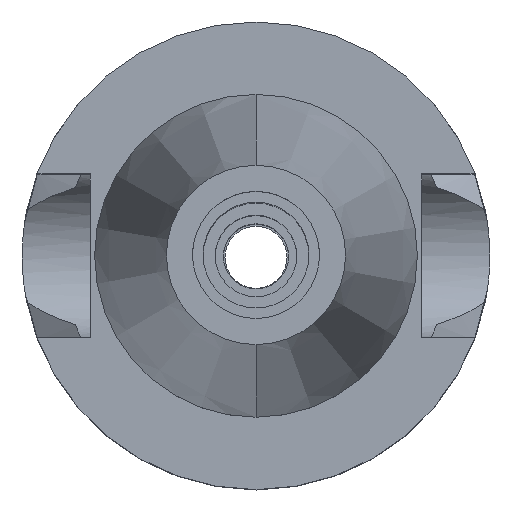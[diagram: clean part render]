
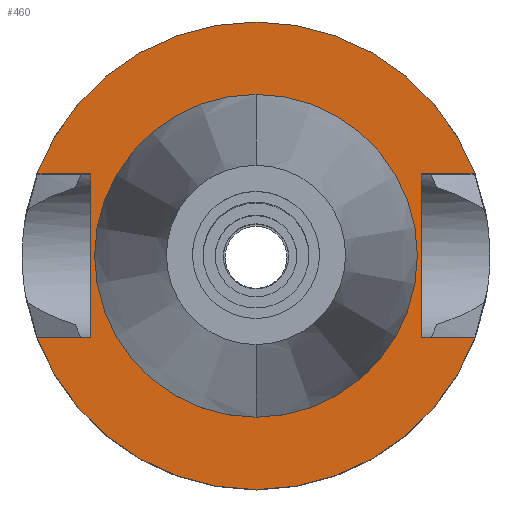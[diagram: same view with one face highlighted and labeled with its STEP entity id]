
A CAD part, top view. The second image highlights one B-rep face of the part: STEP entity #460.
In plain terms, the highlighted planar face has unit normal (0, 0, 1).
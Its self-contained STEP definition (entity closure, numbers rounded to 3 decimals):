
#7 = CIRCLE ( 'NONE', #400, 15.875 ) ;
#69 = DIRECTION ( 'NONE',  ( 0., 0., -1. ) ) ;
#131 = CARTESIAN_POINT ( 'NONE',  ( 0., 0., -1. ) ) ;
#167 = EDGE_LOOP ( 'NONE', ( #1504, #2708 ) ) ;
#197 = VERTEX_POINT ( 'NONE', #2212 ) ;
#224 = EDGE_CURVE ( 'NONE', #197, #1329, #1091, .T. ) ;
#240 = CARTESIAN_POINT ( 'NONE',  ( 0., 0., -1. ) ) ;
#243 = DIRECTION ( 'NONE',  ( 0., 1., 0. ) ) ;
#244 = ORIENTED_EDGE ( 'NONE', *, *, #726, .T. ) ;
#273 = ORIENTED_EDGE ( 'NONE', *, *, #608, .F. ) ;
#277 = LINE ( 'NONE', #2046, #1393 ) ;
#292 = VERTEX_POINT ( 'NONE', #1078 ) ;
#382 = CARTESIAN_POINT ( 'NONE',  ( -21.545, -8.05, -1. ) ) ;
#397 = DIRECTION ( 'NONE',  ( 0., -1., 0. ) ) ;
#399 = LINE ( 'NONE', #1348, #2437 ) ;
#400 = AXIS2_PLACEMENT_3D ( 'NONE', #1707, #1751, #2650 ) ;
#443 = AXIS2_PLACEMENT_3D ( 'NONE', #131, #2199, #1247 ) ;
#451 = VERTEX_POINT ( 'NONE', #532 ) ;
#460 = ADVANCED_FACE ( 'NONE', ( #2318, #508 ), #2108, .F. ) ;
#493 = CIRCLE ( 'NONE', #443, 15.875 ) ;
#508 = FACE_BOUND ( 'NONE', #167, .T. ) ;
#530 = CARTESIAN_POINT ( 'NONE',  ( -16.3, 8.05, -1. ) ) ;
#532 = CARTESIAN_POINT ( 'NONE',  ( 21.545, 8.05, -1. ) ) ;
#537 = AXIS2_PLACEMENT_3D ( 'NONE', #574, #2433, #397 ) ;
#574 = CARTESIAN_POINT ( 'NONE',  ( 0., 0., -1. ) ) ;
#608 = EDGE_CURVE ( 'NONE', #292, #1734, #1342, .T. ) ;
#684 = VERTEX_POINT ( 'NONE', #1814 ) ;
#690 = VERTEX_POINT ( 'NONE', #2021 ) ;
#726 = EDGE_CURVE ( 'NONE', #690, #451, #399, .T. ) ;
#826 = EDGE_CURVE ( 'NONE', #1329, #1409, #2567, .T. ) ;
#855 = DIRECTION ( 'NONE',  ( 1., 0., 0. ) ) ;
#866 = AXIS2_PLACEMENT_3D ( 'NONE', #240, #2551, #2000 ) ;
#988 = VERTEX_POINT ( 'NONE', #1287 ) ;
#1004 = DIRECTION ( 'NONE',  ( -1., 0., 0. ) ) ;
#1057 = ORIENTED_EDGE ( 'NONE', *, *, #1886, .F. ) ;
#1078 = CARTESIAN_POINT ( 'NONE',  ( 21.545, -8.05, -1. ) ) ;
#1088 = LINE ( 'NONE', #2245, #1817 ) ;
#1091 = LINE ( 'NONE', #1215, #1147 ) ;
#1131 = EDGE_CURVE ( 'NONE', #197, #1734, #277, .T. ) ;
#1147 = VECTOR ( 'NONE', #243, 1000. ) ;
#1190 = EDGE_CURVE ( 'NONE', #2931, #988, #493, .T. ) ;
#1215 = CARTESIAN_POINT ( 'NONE',  ( -16.3, -8.05, -1. ) ) ;
#1247 = DIRECTION ( 'NONE',  ( 0., -1., 0. ) ) ;
#1287 = CARTESIAN_POINT ( 'NONE',  ( 0., 15.875, -1. ) ) ;
#1329 = VERTEX_POINT ( 'NONE', #1800 ) ;
#1342 = CIRCLE ( 'NONE', #537, 23. ) ;
#1348 = CARTESIAN_POINT ( 'NONE',  ( 16.3, 8.05, -1. ) ) ;
#1368 = CARTESIAN_POINT ( 'NONE',  ( 0., -15.875, -1. ) ) ;
#1393 = VECTOR ( 'NONE', #1578, 1000. ) ;
#1409 = VERTEX_POINT ( 'NONE', #2922 ) ;
#1489 = ORIENTED_EDGE ( 'NONE', *, *, #1131, .T. ) ;
#1504 = ORIENTED_EDGE ( 'NONE', *, *, #1744, .F. ) ;
#1541 = LINE ( 'NONE', #1979, #2023 ) ;
#1556 = ORIENTED_EDGE ( 'NONE', *, *, #224, .F. ) ;
#1578 = DIRECTION ( 'NONE',  ( -1., 0., 0. ) ) ;
#1707 = CARTESIAN_POINT ( 'NONE',  ( 0., 0., -1. ) ) ;
#1734 = VERTEX_POINT ( 'NONE', #382 ) ;
#1744 = EDGE_CURVE ( 'NONE', #988, #2931, #7, .T. ) ;
#1751 = DIRECTION ( 'NONE',  ( 0., 0., 1. ) ) ;
#1800 = CARTESIAN_POINT ( 'NONE',  ( -16.3, 8.05, -1. ) ) ;
#1814 = CARTESIAN_POINT ( 'NONE',  ( 16.3, -8.05, -1. ) ) ;
#1817 = VECTOR ( 'NONE', #855, 1000. ) ;
#1847 = ORIENTED_EDGE ( 'NONE', *, *, #2407, .F. ) ;
#1886 = EDGE_CURVE ( 'NONE', #1409, #451, #2146, .T. ) ;
#1979 = CARTESIAN_POINT ( 'NONE',  ( 16.3, 8.05, -1. ) ) ;
#2000 = DIRECTION ( 'NONE',  ( 0., 1., 0. ) ) ;
#2020 = EDGE_LOOP ( 'NONE', ( #1489, #273, #2576, #1847, #244, #1057, #2557, #1556 ) ) ;
#2021 = CARTESIAN_POINT ( 'NONE',  ( 16.3, 8.05, -1. ) ) ;
#2023 = VECTOR ( 'NONE', #2909, 1000. ) ;
#2046 = CARTESIAN_POINT ( 'NONE',  ( -16.3, -8.05, -1. ) ) ;
#2108 = PLANE ( 'NONE',  #2620 ) ;
#2146 = CIRCLE ( 'NONE', #866, 23. ) ;
#2199 = DIRECTION ( 'NONE',  ( 0., 0., 1. ) ) ;
#2212 = CARTESIAN_POINT ( 'NONE',  ( -16.3, -8.05, -1. ) ) ;
#2245 = CARTESIAN_POINT ( 'NONE',  ( 16.3, -8.05, -1. ) ) ;
#2254 = DIRECTION ( 'NONE',  ( 1., 0., 0. ) ) ;
#2315 = EDGE_CURVE ( 'NONE', #684, #292, #1088, .T. ) ;
#2318 = FACE_OUTER_BOUND ( 'NONE', #2020, .T. ) ;
#2407 = EDGE_CURVE ( 'NONE', #690, #684, #1541, .T. ) ;
#2433 = DIRECTION ( 'NONE',  ( 0., 0., -1. ) ) ;
#2437 = VECTOR ( 'NONE', #2254, 1000. ) ;
#2440 = VECTOR ( 'NONE', #1004, 1000. ) ;
#2551 = DIRECTION ( 'NONE',  ( 0., 0., -1. ) ) ;
#2557 = ORIENTED_EDGE ( 'NONE', *, *, #826, .F. ) ;
#2567 = LINE ( 'NONE', #530, #2440 ) ;
#2576 = ORIENTED_EDGE ( 'NONE', *, *, #2315, .F. ) ;
#2620 = AXIS2_PLACEMENT_3D ( 'NONE', #2800, #69, #2773 ) ;
#2650 = DIRECTION ( 'NONE',  ( 0., 1., 0. ) ) ;
#2708 = ORIENTED_EDGE ( 'NONE', *, *, #1190, .F. ) ;
#2773 = DIRECTION ( 'NONE',  ( 0., -1., 0. ) ) ;
#2800 = CARTESIAN_POINT ( 'NONE',  ( 0., 0., -1. ) ) ;
#2909 = DIRECTION ( 'NONE',  ( 0., -1., 0. ) ) ;
#2922 = CARTESIAN_POINT ( 'NONE',  ( -21.545, 8.05, -1. ) ) ;
#2931 = VERTEX_POINT ( 'NONE', #1368 ) ;
